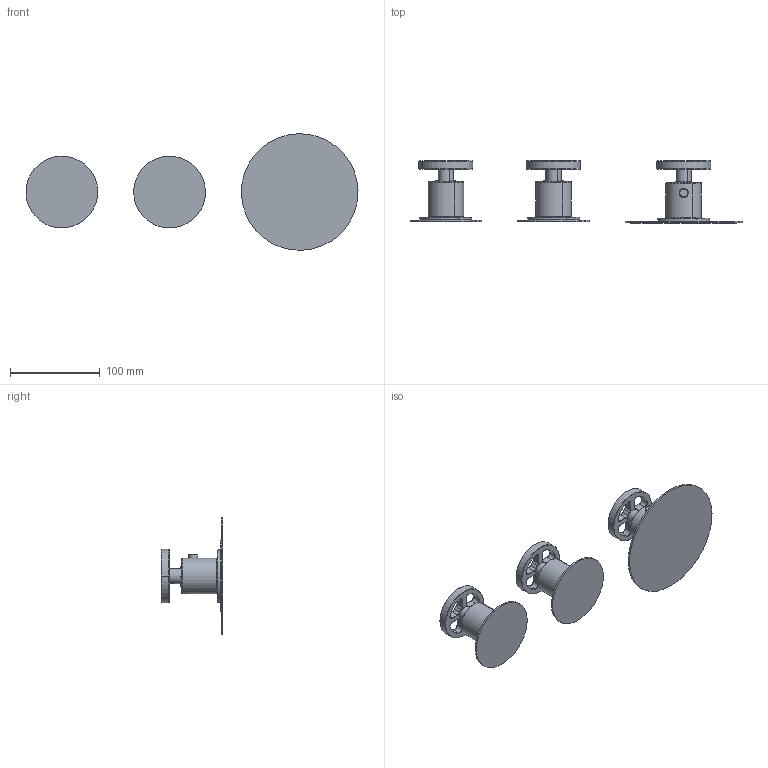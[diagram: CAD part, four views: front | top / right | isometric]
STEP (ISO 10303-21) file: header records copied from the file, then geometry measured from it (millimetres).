
FILE_DESCRIPTION(('CATIA V5 STEP Exchange','CAx-IF Rec.Pracs.--- Model Styling and Organization---1.5--- 2016-08-15','CAx-IF Rec.Pracs.---Supplemental Geometry---1.0---2011-11-01','CAx-IF Rec.Pracs.--- Composite Materials ---3.4---2017-06-13','CAx-IF Rec.Pracs.---Tessellated 3D Geometry---1.0---2015-12-17'),'2;1');
FILE_NAME('MN00R200.stp','2022-09-17T09:12:56+00:00',('none'),('none'),'CATIA Version 5-6 Release 2020 SP2','CATIA V5 STEP AP242 v2','none');
FILE_SCHEMA(('AP242_MANAGED_MODEL_BASED_3D_ENGINEERING_MIM_LF {1 0 10303 442 1 1 4}'));
Length unit declared in the file: millimetre
Products named in the file (1): MN00R200
Bounding box: 369.97 x 69.07 x 129.96 mm (x, y, z)
Volume: 191708.9 mm3; surface area: 115736 mm2
Topology: 21 solids, 21 shells, 1395 faces, 3551 edges, 2223 vertices
Faces by surface type: extrusion 438, plane 357, cylinder 325, cone 232, bspline 19, torus 18, sphere 6
Entity records: 44578 total; most frequent: CARTESIAN_POINT 13387, ORIENTED_EDGE 7102, DIRECTION 4709, EDGE_CURVE 3551, VERTEX_POINT 2223, VECTOR 2065, AXIS2_PLACEMENT_3D 1814, LINE 1627
